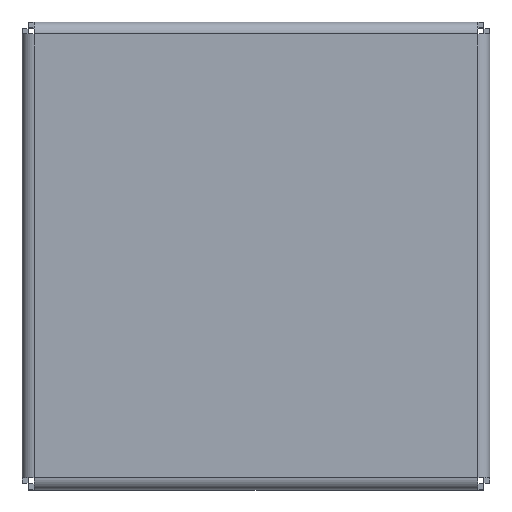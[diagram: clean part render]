
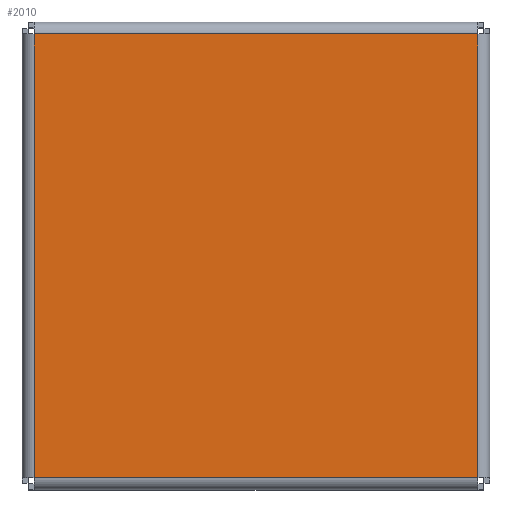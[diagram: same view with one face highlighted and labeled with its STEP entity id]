
A CAD part, top view. The second image highlights one B-rep face of the part: STEP entity #2010.
In plain terms, the highlighted planar face has unit normal (0, 0, 1).
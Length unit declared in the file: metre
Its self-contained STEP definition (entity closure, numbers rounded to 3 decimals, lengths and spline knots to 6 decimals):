
#94=LINE('',#2948,#314);
#95=LINE('',#2951,#315);
#96=LINE('',#2953,#316);
#97=LINE('',#2955,#317);
#314=VECTOR('',#2376,1.);
#315=VECTOR('',#2377,1.);
#316=VECTOR('',#2378,1.);
#317=VECTOR('',#2379,1.);
#523=PLANE('',#2168);
#635=ORIENTED_EDGE('',*,*,#1196,.F.);
#636=ORIENTED_EDGE('',*,*,#1197,.T.);
#637=ORIENTED_EDGE('',*,*,#1198,.T.);
#638=ORIENTED_EDGE('',*,*,#1199,.F.);
#1196=EDGE_CURVE('',#1478,#1479,#94,.F.);
#1197=EDGE_CURVE('',#1478,#1480,#95,.T.);
#1198=EDGE_CURVE('',#1480,#1481,#96,.T.);
#1199=EDGE_CURVE('',#1479,#1481,#97,.F.);
#1478=VERTEX_POINT('',#2949);
#1479=VERTEX_POINT('',#2950);
#1480=VERTEX_POINT('',#2952);
#1481=VERTEX_POINT('',#2954);
#1702=EDGE_LOOP('',(#635,#636,#637,#638));
#1854=FACE_BOUND('',#1702,.T.);
#2010=ADVANCED_FACE('',(#1854),#523,.T.);
#2168=AXIS2_PLACEMENT_3D('',#2947,#2374,#2375);
#2374=DIRECTION('',(0.,0.,1.));
#2375=DIRECTION('',(1.,0.,0.));
#2376=DIRECTION('',(-1.,0.,0.));
#2377=DIRECTION('',(0.,-1.,0.));
#2378=DIRECTION('',(1.,0.,0.));
#2379=DIRECTION('',(0.,1.,0.));
#2947=CARTESIAN_POINT('',(0.,0.,0.0024));
#2948=CARTESIAN_POINT('',(0.,0.0074,0.0024));
#2949=CARTESIAN_POINT('',(-0.0074,0.0074,0.0024));
#2950=CARTESIAN_POINT('',(0.0074,0.0074,0.0024));
#2951=CARTESIAN_POINT('',(-0.0074,0.,0.0024));
#2952=CARTESIAN_POINT('',(-0.0074,-0.0074,0.0024));
#2953=CARTESIAN_POINT('',(0.,-0.0074,0.0024));
#2954=CARTESIAN_POINT('',(0.0074,-0.0074,0.0024));
#2955=CARTESIAN_POINT('',(0.0074,0.,0.0024));
